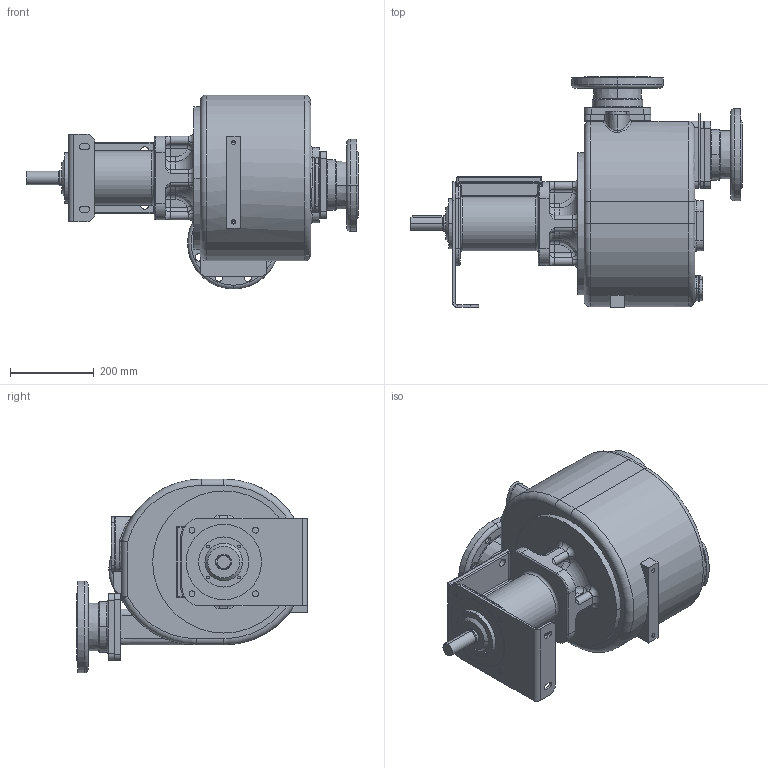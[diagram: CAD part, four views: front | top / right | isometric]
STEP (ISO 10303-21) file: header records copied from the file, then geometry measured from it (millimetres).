
FILE_DESCRIPTION((''),'2;1');
FILE_NAME('S121_K_B_F','2022-02-08T10:28:25',('Nicola'),(''),'CREO PARAMETRIC BY PTC INC, 2020354','CREO PARAMETRIC BY PTC INC, 2020354','');
FILE_SCHEMA(('CONFIG_CONTROL_DESIGN'));
Length unit declared in the file: millimetre
Products named in the file (1): S121_K_B_F
Bounding box: 794.5 x 552 x 464 mm (x, y, z)
Volume: 49474236.4 mm3; surface area: 1595727 mm2
Topology: 2 solids, 2 shells, 782 faces, 1837 edges, 1123 vertices
Faces by surface type: cylinder 336, plane 232, torus 94, bspline 52, sphere 34, cone 30, extrusion 4
Entity records: 31047 total; most frequent: CARTESIAN_POINT 12703, DIRECTION 4098, ORIENTED_EDGE 3658, EDGE_CURVE 1829, AXIS2_PLACEMENT_3D 1683, VERTEX_POINT 1123, CIRCLE 953, EDGE_LOOP 914
